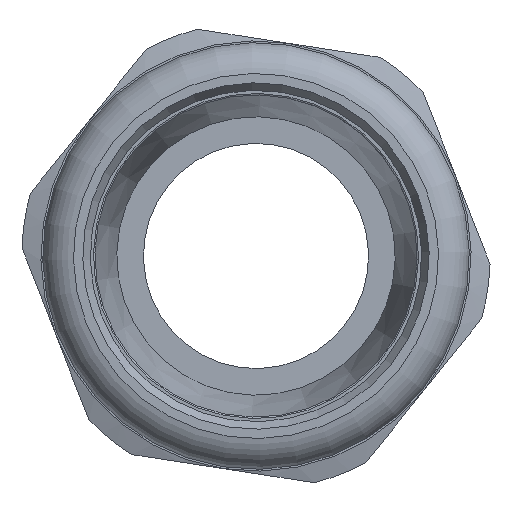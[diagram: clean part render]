
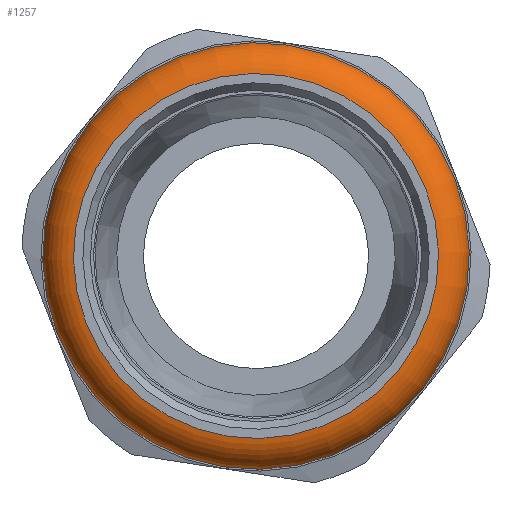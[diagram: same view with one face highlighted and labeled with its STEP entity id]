
A CAD part, left-side view. The second image highlights one B-rep face of the part: STEP entity #1257.
In plain terms, the highlighted toroidal (fillet/blend) face has major radius 23.541 mm and minor radius 4.795 mm.
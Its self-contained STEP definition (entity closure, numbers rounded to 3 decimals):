
#43=TOROIDAL_SURFACE('',#1430,23.541,4.796);
#215=FACE_BOUND('',#407,.T.);
#308=FACE_OUTER_BOUND('',#406,.T.);
#406=EDGE_LOOP('',(#1020));
#407=EDGE_LOOP('',(#1021));
#525=CIRCLE('',#1429,24.183);
#526=CIRCLE('',#1431,28.26);
#625=VERTEX_POINT('',#4147);
#626=VERTEX_POINT('',#4150);
#773=EDGE_CURVE('',#625,#625,#525,.T.);
#774=EDGE_CURVE('',#626,#626,#526,.T.);
#1020=ORIENTED_EDGE('',*,*,#773,.T.);
#1021=ORIENTED_EDGE('',*,*,#774,.F.);
#1257=ADVANCED_FACE('',(#308,#215),#43,.T.);
#1429=AXIS2_PLACEMENT_3D('',#4148,#1689,#1690);
#1430=AXIS2_PLACEMENT_3D('',#4149,#1691,#1692);
#1431=AXIS2_PLACEMENT_3D('',#4151,#1693,#1694);
#1689=DIRECTION('center_axis',(1.,0.,0.));
#1690=DIRECTION('ref_axis',(0.,0.,-1.));
#1691=DIRECTION('center_axis',(1.,0.,0.));
#1692=DIRECTION('ref_axis',(0.,0.,-1.));
#1693=DIRECTION('center_axis',(1.,0.,0.));
#1694=DIRECTION('ref_axis',(0.,0.,-1.));
#4147=CARTESIAN_POINT('',(-26.31,24.183,0.));
#4148=CARTESIAN_POINT('Origin',(-26.31,0.,0.));
#4149=CARTESIAN_POINT('Origin',(-21.558,0.,0.));
#4150=CARTESIAN_POINT('',(-22.41,28.26,0.));
#4151=CARTESIAN_POINT('Origin',(-22.41,0.,0.));
